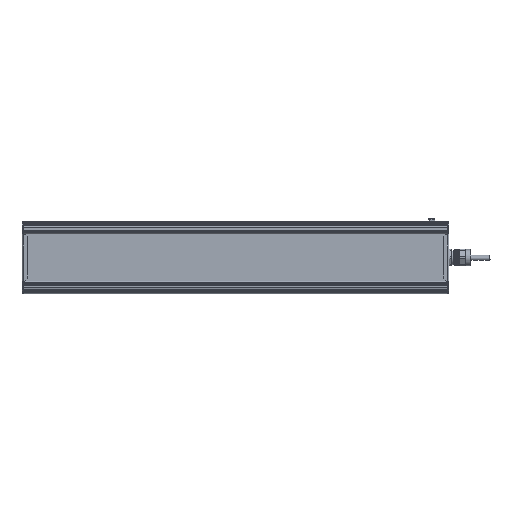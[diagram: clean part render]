
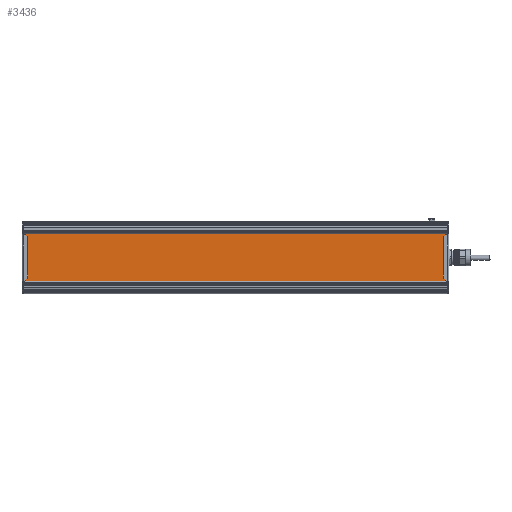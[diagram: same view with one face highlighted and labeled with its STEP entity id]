
A CAD part, front view. The second image highlights one B-rep face of the part: STEP entity #3436.
In plain terms, the highlighted face is planar.
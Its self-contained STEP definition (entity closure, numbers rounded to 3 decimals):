
#3436=ADVANCED_FACE('',(#12303),#12305,.T.);
#12303=FACE_BOUND('',#12304,.T.);
#12304=EDGE_LOOP('',(#36907,#36908,#36909,#36910));
#12305=PLANE('',#12306);
#12306=AXIS2_PLACEMENT_3D('',#12307,#12308,#12309);
#12307=CARTESIAN_POINT('',(120.465,593.492,117.308));
#12308=DIRECTION('',(0.,0.,-1.));
#12309=DIRECTION('',(0.,1.,0.));
#36907=ORIENTED_EDGE('',*,*,#42084,.T.);
#36908=ORIENTED_EDGE('',*,*,#42083,.T.);
#36909=ORIENTED_EDGE('',*,*,#42085,.F.);
#36910=ORIENTED_EDGE('',*,*,#42086,.F.);
#42083=EDGE_CURVE('',#45738,#45743,#45745,.T.);
#42084=EDGE_CURVE('',#45746,#45738,#45747,.T.);
#42085=EDGE_CURVE('',#45748,#45743,#45749,.T.);
#42086=EDGE_CURVE('',#45746,#45748,#45750,.T.);
#45738=VERTEX_POINT('',#56651);
#45743=VERTEX_POINT('',#56660);
#45745=LINE('',#56664,#56665);
#45746=VERTEX_POINT('',#56667);
#45747=LINE('',#56668,#56669);
#45748=VERTEX_POINT('',#56671);
#45749=LINE('',#56672,#56673);
#45750=LINE('',#56675,#56676);
#56651=CARTESIAN_POINT('',(120.465,679.838,117.308));
#56660=CARTESIAN_POINT('',(782.465,679.838,117.308));
#56664=CARTESIAN_POINT('',(120.465,679.838,117.308));
#56665=VECTOR('',#56666,1.);
#56666=DIRECTION('',(1.,0.,0.));
#56667=CARTESIAN_POINT('',(120.465,593.492,117.308));
#56668=CARTESIAN_POINT('',(120.465,593.492,117.308));
#56669=VECTOR('',#56670,1.);
#56670=DIRECTION('',(0.,1.,0.));
#56671=CARTESIAN_POINT('',(782.465,593.492,117.308));
#56672=CARTESIAN_POINT('',(782.465,593.492,117.308));
#56673=VECTOR('',#56674,1.);
#56674=DIRECTION('',(0.,1.,0.));
#56675=CARTESIAN_POINT('',(120.465,593.492,117.308));
#56676=VECTOR('',#56677,1.);
#56677=DIRECTION('',(1.,0.,0.));
